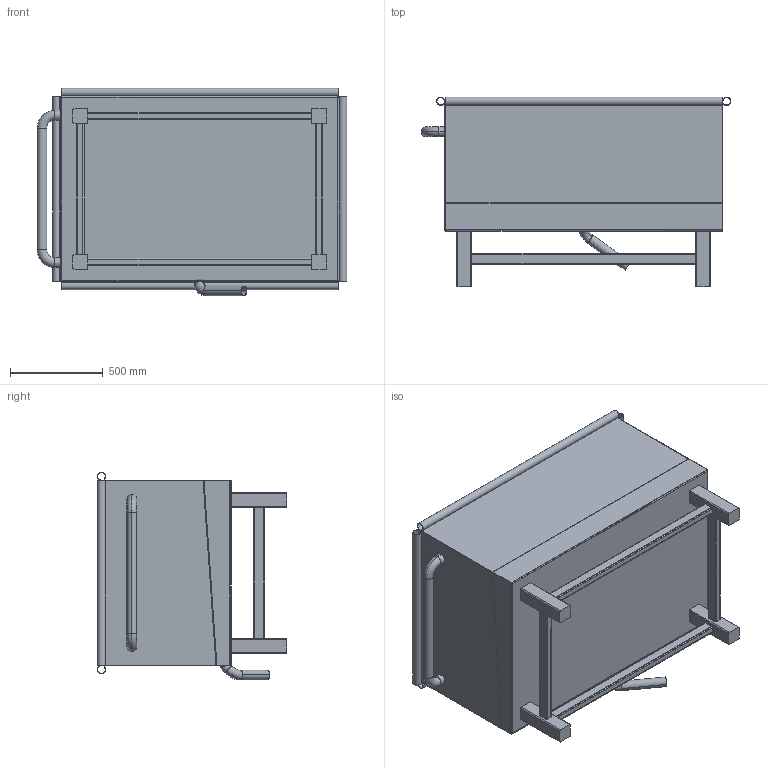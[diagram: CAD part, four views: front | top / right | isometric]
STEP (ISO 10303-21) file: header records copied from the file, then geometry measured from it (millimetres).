
FILE_DESCRIPTION (( 'STEP AP203' ), '1' );
FILE_NAME ('Wanne.STEP', '2015-12-01T13:15:10', ( 'AAR' ), ( '' ), 'SwSTEP 2.0', 'SolidWorks 2015', '' );
FILE_SCHEMA (( 'CONFIG_CONTROL_DESIGN' ));
Length unit declared in the file: millimetre
Products named in the file (1): Wanne
Bounding box: 1668.97 x 1022.49 x 1118.97 mm (x, y, z)
Volume: 28698608.1 mm3; surface area: 16345010.8 mm2
Topology: 17 solids, 17 shells, 233 faces, 541 edges, 344 vertices
Faces by surface type: plane 123, cylinder 90, torus 12, bspline 8
Entity records: 7286 total; most frequent: CARTESIAN_POINT 1775, DIRECTION 1163, ORIENTED_EDGE 1082, EDGE_CURVE 541, AXIS2_PLACEMENT_3D 420, VERTEX_POINT 344, VECTOR 323, LINE 323
